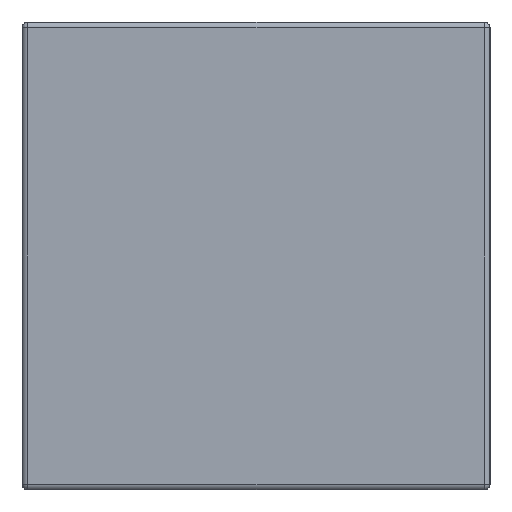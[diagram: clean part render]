
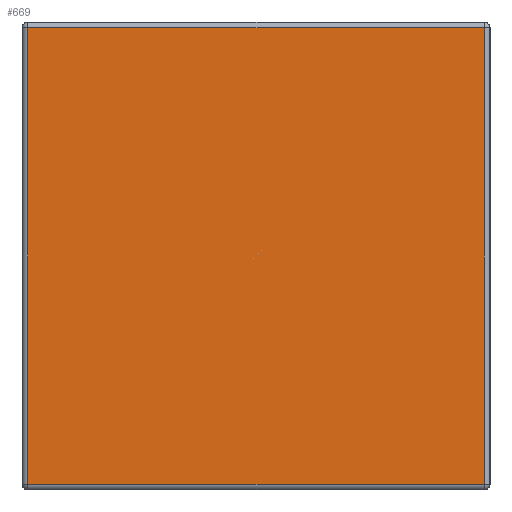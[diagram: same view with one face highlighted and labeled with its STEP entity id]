
A CAD part, left-side view. The second image highlights one B-rep face of the part: STEP entity #669.
In plain terms, the highlighted planar face has unit normal (-1, 0, 0).
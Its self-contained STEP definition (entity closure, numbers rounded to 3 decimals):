
#10 = CARTESIAN_POINT ( 'NONE',  ( -0.8, 0.8, 0.39 ) ) ;
#17 = DIRECTION ( 'NONE',  ( 0., 1., 0. ) ) ;
#98 = CARTESIAN_POINT ( 'NONE',  ( -0.8, 0.8, 0.4 ) ) ;
#111 = VECTOR ( 'NONE', #257, 1000. ) ;
#118 = DIRECTION ( 'NONE',  ( 1., 0., 0. ) ) ;
#126 = VERTEX_POINT ( 'NONE', #200 ) ;
#148 = LINE ( 'NONE', #1480, #930 ) ;
#200 = CARTESIAN_POINT ( 'NONE',  ( -0.8, 0.79, 0.39 ) ) ;
#210 = AXIS2_PLACEMENT_3D ( 'NONE', #98, #118, #888 ) ;
#219 = CARTESIAN_POINT ( 'NONE',  ( -0.8, 0.79, -0.39 ) ) ;
#257 = DIRECTION ( 'NONE',  ( 0., -1., 0. ) ) ;
#308 = ORIENTED_EDGE ( 'NONE', *, *, #1057, .T. ) ;
#401 = EDGE_CURVE ( 'NONE', #769, #653, #1306, .T. ) ;
#491 = VERTEX_POINT ( 'NONE', #630 ) ;
#630 = CARTESIAN_POINT ( 'NONE',  ( -0.8, 0.01, 0.39 ) ) ;
#653 = VERTEX_POINT ( 'NONE', #1014 ) ;
#669 = ADVANCED_FACE ( 'NONE', ( #1444 ), #1349, .F. ) ;
#705 = ORIENTED_EDGE ( 'NONE', *, *, #1317, .T. ) ;
#761 = VECTOR ( 'NONE', #17, 1000. ) ;
#763 = VECTOR ( 'NONE', #1108, 1000. ) ;
#769 = VERTEX_POINT ( 'NONE', #219 ) ;
#888 = DIRECTION ( 'NONE',  ( 0., 0., -1. ) ) ;
#906 = DIRECTION ( 'NONE',  ( 0., 0., 1. ) ) ;
#930 = VECTOR ( 'NONE', #906, 1000. ) ;
#970 = LINE ( 'NONE', #990, #763 ) ;
#990 = CARTESIAN_POINT ( 'NONE',  ( -0.8, 0.79, 0.4 ) ) ;
#1014 = CARTESIAN_POINT ( 'NONE',  ( -0.8, 0.01, -0.39 ) ) ;
#1057 = EDGE_CURVE ( 'NONE', #126, #769, #970, .T. ) ;
#1108 = DIRECTION ( 'NONE',  ( 0., 0., -1. ) ) ;
#1162 = LINE ( 'NONE', #10, #761 ) ;
#1224 = ORIENTED_EDGE ( 'NONE', *, *, #401, .T. ) ;
#1228 = EDGE_CURVE ( 'NONE', #653, #491, #148, .T. ) ;
#1297 = ORIENTED_EDGE ( 'NONE', *, *, #1228, .T. ) ;
#1306 = LINE ( 'NONE', #1387, #111 ) ;
#1317 = EDGE_CURVE ( 'NONE', #491, #126, #1162, .T. ) ;
#1349 = PLANE ( 'NONE',  #210 ) ;
#1387 = CARTESIAN_POINT ( 'NONE',  ( -0.8, 0.8, -0.39 ) ) ;
#1399 = EDGE_LOOP ( 'NONE', ( #1297, #705, #308, #1224 ) ) ;
#1444 = FACE_OUTER_BOUND ( 'NONE', #1399, .T. ) ;
#1480 = CARTESIAN_POINT ( 'NONE',  ( -0.8, 0.01, 0.4 ) ) ;
